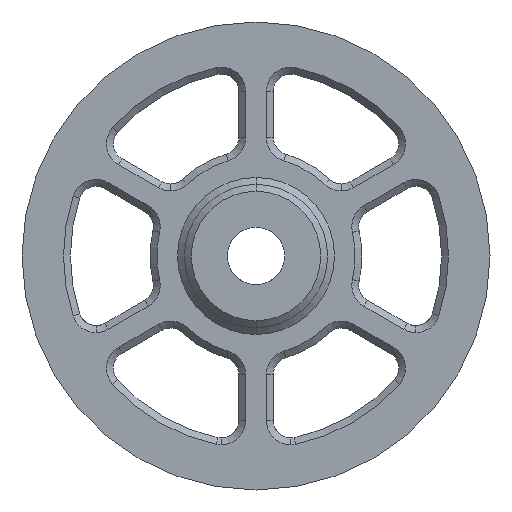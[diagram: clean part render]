
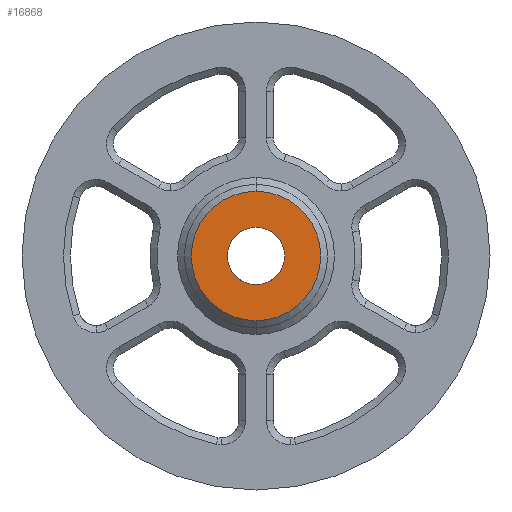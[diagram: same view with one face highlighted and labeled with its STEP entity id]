
A CAD part, front view. The second image highlights one B-rep face of the part: STEP entity #16868.
In plain terms, the highlighted planar face has unit normal (0, -1, 0).
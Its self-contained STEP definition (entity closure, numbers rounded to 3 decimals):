
#634 = VERTEX_POINT ( 'NONE', #20713 ) ;
#687 = DIRECTION ( 'NONE',  ( 0., -1., 0. ) ) ;
#1039 = CIRCLE ( 'NONE', #13924, 9.35 ) ;
#1386 = CARTESIAN_POINT ( 'NONE',  ( 0., -14.125, 0. ) ) ;
#2549 = EDGE_LOOP ( 'NONE', ( #7475, #8924 ) ) ;
#3698 = DIRECTION ( 'NONE',  ( 0., 0., -1. ) ) ;
#5388 = AXIS2_PLACEMENT_3D ( 'NONE', #21956, #687, #19609 ) ;
#5885 = FACE_OUTER_BOUND ( 'NONE', #2549, .T. ) ;
#6025 = DIRECTION ( 'NONE',  ( 0., -1., 0. ) ) ;
#6240 = CARTESIAN_POINT ( 'NONE',  ( 0., -14.125, 0. ) ) ;
#6385 = CIRCLE ( 'NONE', #5388, 4.15 ) ;
#6550 = DIRECTION ( 'NONE',  ( 0., 0., -1. ) ) ;
#6680 = DIRECTION ( 'NONE',  ( 0., 0., -1. ) ) ;
#7016 = ORIENTED_EDGE ( 'NONE', *, *, #8638, .F. ) ;
#7475 = ORIENTED_EDGE ( 'NONE', *, *, #7594, .T. ) ;
#7594 = EDGE_CURVE ( 'NONE', #26323, #26787, #1039, .T. ) ;
#7779 = CIRCLE ( 'NONE', #25162, 4.15 ) ;
#8442 = CARTESIAN_POINT ( 'NONE',  ( 0., -14.125, -9.35 ) ) ;
#8638 = EDGE_CURVE ( 'NONE', #11611, #634, #6385, .T. ) ;
#8924 = ORIENTED_EDGE ( 'NONE', *, *, #11114, .T. ) ;
#9951 = DIRECTION ( 'NONE',  ( 0., 0., -1. ) ) ;
#11114 = EDGE_CURVE ( 'NONE', #26787, #26323, #15797, .T. ) ;
#11611 = VERTEX_POINT ( 'NONE', #16027 ) ;
#13924 = AXIS2_PLACEMENT_3D ( 'NONE', #16909, #29023, #6680 ) ;
#15519 = EDGE_LOOP ( 'NONE', ( #7016, #25892 ) ) ;
#15797 = CIRCLE ( 'NONE', #17769, 9.35 ) ;
#16027 = CARTESIAN_POINT ( 'NONE',  ( 0., -14.125, 4.15 ) ) ;
#16868 = ADVANCED_FACE ( 'NONE', ( #5885, #20004 ), #24853, .T. ) ;
#16909 = CARTESIAN_POINT ( 'NONE',  ( 0., -14.125, 0. ) ) ;
#17671 = CARTESIAN_POINT ( 'NONE',  ( 0., -14.125, 0. ) ) ;
#17769 = AXIS2_PLACEMENT_3D ( 'NONE', #1386, #6025, #3698 ) ;
#19609 = DIRECTION ( 'NONE',  ( 0., 0., -1. ) ) ;
#19865 = DIRECTION ( 'NONE',  ( 0., -1., 0. ) ) ;
#20004 = FACE_BOUND ( 'NONE', #15519, .T. ) ;
#20713 = CARTESIAN_POINT ( 'NONE',  ( 0., -14.125, -4.15 ) ) ;
#21956 = CARTESIAN_POINT ( 'NONE',  ( 0., -14.125, 0. ) ) ;
#24853 = PLANE ( 'NONE',  #29068 ) ;
#25162 = AXIS2_PLACEMENT_3D ( 'NONE', #6240, #30197, #6550 ) ;
#25892 = ORIENTED_EDGE ( 'NONE', *, *, #30105, .F. ) ;
#26323 = VERTEX_POINT ( 'NONE', #27433 ) ;
#26787 = VERTEX_POINT ( 'NONE', #8442 ) ;
#27433 = CARTESIAN_POINT ( 'NONE',  ( 0., -14.125, 9.35 ) ) ;
#29023 = DIRECTION ( 'NONE',  ( 0., -1., 0. ) ) ;
#29068 = AXIS2_PLACEMENT_3D ( 'NONE', #17671, #19865, #9951 ) ;
#30105 = EDGE_CURVE ( 'NONE', #634, #11611, #7779, .T. ) ;
#30197 = DIRECTION ( 'NONE',  ( 0., -1., 0. ) ) ;
